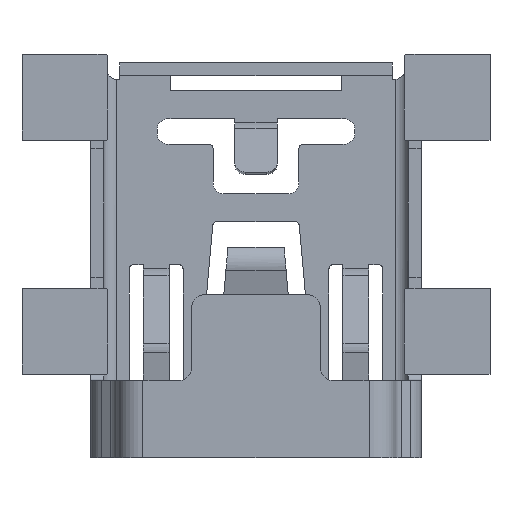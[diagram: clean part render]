
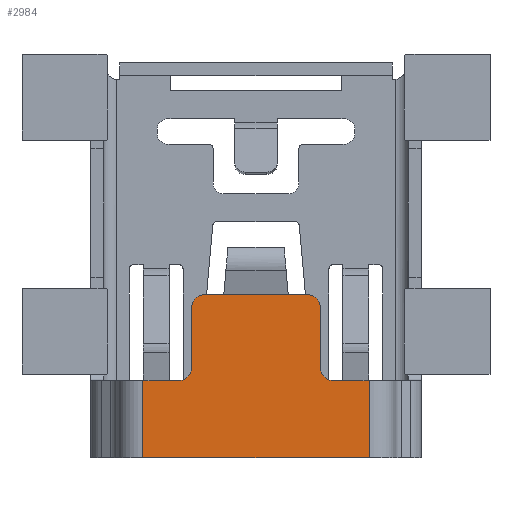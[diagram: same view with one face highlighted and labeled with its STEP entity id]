
A CAD part, front view. The second image highlights one B-rep face of the part: STEP entity #2984.
In plain terms, the highlighted planar face has unit normal (0, -1, 0).
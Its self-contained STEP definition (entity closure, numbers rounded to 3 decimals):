
#7 = EDGE_CURVE ( 'NONE', #6006, #1869, #4821, .T. ) ;
#43 = VERTEX_POINT ( 'NONE', #8406 ) ;
#114 = CARTESIAN_POINT ( 'NONE',  ( -2.635, 0., -2.2 ) ) ;
#119 = CARTESIAN_POINT ( 'NONE',  ( 2.635, 0., -2.2 ) ) ;
#194 = DIRECTION ( 'NONE',  ( 0., 0., 1. ) ) ;
#217 = CARTESIAN_POINT ( 'NONE',  ( -1.2, 0., 1.6 ) ) ;
#251 = ORIENTED_EDGE ( 'NONE', *, *, #751, .F. ) ;
#405 = LINE ( 'NONE', #1121, #7029 ) ;
#410 = PLANE ( 'NONE',  #7013 ) ;
#624 = VECTOR ( 'NONE', #8409, 1000. ) ;
#688 = DIRECTION ( 'NONE',  ( 0., -1., 0. ) ) ;
#726 = DIRECTION ( 'NONE',  ( 0., 0., -1. ) ) ;
#751 = EDGE_CURVE ( 'NONE', #7138, #5887, #4861, .T. ) ;
#840 = VERTEX_POINT ( 'NONE', #6778 ) ;
#880 = EDGE_CURVE ( 'NONE', #43, #6823, #942, .T. ) ;
#942 = LINE ( 'NONE', #4122, #1707 ) ;
#965 = DIRECTION ( 'NONE',  ( 0., -1., 0. ) ) ;
#1095 = EDGE_CURVE ( 'NONE', #2881, #4866, #3179, .T. ) ;
#1121 = CARTESIAN_POINT ( 'NONE',  ( -2.635, 0., -2.2 ) ) ;
#1284 = CIRCLE ( 'NONE', #5365, 0.3 ) ;
#1437 = CARTESIAN_POINT ( 'NONE',  ( 2.635, 0., -0.4 ) ) ;
#1505 = DIRECTION ( 'NONE',  ( 0., 0., -1. ) ) ;
#1602 = DIRECTION ( 'NONE',  ( 1., 0., 0. ) ) ;
#1605 = DIRECTION ( 'NONE',  ( 0., 0., -1. ) ) ;
#1697 = VECTOR ( 'NONE', #6582, 1000. ) ;
#1707 = VECTOR ( 'NONE', #7426, 1000. ) ;
#1770 = DIRECTION ( 'NONE',  ( 0., 0., -1. ) ) ;
#1826 = EDGE_CURVE ( 'NONE', #4866, #2374, #2311, .T. ) ;
#1869 = VERTEX_POINT ( 'NONE', #5864 ) ;
#1886 = DIRECTION ( 'NONE',  ( 0., 0., -1. ) ) ;
#2073 = VERTEX_POINT ( 'NONE', #114 ) ;
#2088 = CARTESIAN_POINT ( 'NONE',  ( 1.5, 0., -0.1 ) ) ;
#2307 = ORIENTED_EDGE ( 'NONE', *, *, #3386, .T. ) ;
#2311 = CIRCLE ( 'NONE', #8172, 0.3 ) ;
#2374 = VERTEX_POINT ( 'NONE', #2433 ) ;
#2407 = DIRECTION ( 'NONE',  ( 0., 1., 0. ) ) ;
#2433 = CARTESIAN_POINT ( 'NONE',  ( -1.8, 0., -0.4 ) ) ;
#2748 = CARTESIAN_POINT ( 'NONE',  ( -1.5, 0., 1.3 ) ) ;
#2877 = ORIENTED_EDGE ( 'NONE', *, *, #5622, .T. ) ;
#2881 = VERTEX_POINT ( 'NONE', #2748 ) ;
#2984 = ADVANCED_FACE ( 'NONE', ( #5053 ), #410, .T. ) ;
#3179 = LINE ( 'NONE', #3304, #624 ) ;
#3304 = CARTESIAN_POINT ( 'NONE',  ( -1.5, 0., 1.6 ) ) ;
#3386 = EDGE_CURVE ( 'NONE', #43, #5887, #7710, .T. ) ;
#3415 = ORIENTED_EDGE ( 'NONE', *, *, #5891, .T. ) ;
#3501 = CARTESIAN_POINT ( 'NONE',  ( 2.635, 0., -2.2 ) ) ;
#3545 = DIRECTION ( 'NONE',  ( 0., 0., -1. ) ) ;
#3977 = LINE ( 'NONE', #3501, #1697 ) ;
#4011 = CIRCLE ( 'NONE', #4699, 0.3 ) ;
#4012 = CARTESIAN_POINT ( 'NONE',  ( -3.85, 0., -0.4 ) ) ;
#4122 = CARTESIAN_POINT ( 'NONE',  ( -3.85, 0., -0.4 ) ) ;
#4545 = DIRECTION ( 'NONE',  ( 0., -1., 0. ) ) ;
#4680 = CARTESIAN_POINT ( 'NONE',  ( -1.5, 0., -0.1 ) ) ;
#4699 = AXIS2_PLACEMENT_3D ( 'NONE', #7297, #688, #726 ) ;
#4820 = CARTESIAN_POINT ( 'NONE',  ( 1.5, 0., 1.3 ) ) ;
#4821 = LINE ( 'NONE', #7440, #7485 ) ;
#4829 = DIRECTION ( 'NONE',  ( 0., 0., 1. ) ) ;
#4861 = LINE ( 'NONE', #8065, #4979 ) ;
#4866 = VERTEX_POINT ( 'NONE', #4680 ) ;
#4979 = VECTOR ( 'NONE', #1505, 1000. ) ;
#5017 = ORIENTED_EDGE ( 'NONE', *, *, #7, .F. ) ;
#5053 = FACE_OUTER_BOUND ( 'NONE', #7423, .T. ) ;
#5365 = AXIS2_PLACEMENT_3D ( 'NONE', #5884, #4545, #1886 ) ;
#5511 = DIRECTION ( 'NONE',  ( 0., 1., 0. ) ) ;
#5622 = EDGE_CURVE ( 'NONE', #2073, #840, #3977, .T. ) ;
#5630 = EDGE_CURVE ( 'NONE', #840, #6823, #5961, .T. ) ;
#5649 = VECTOR ( 'NONE', #194, 1000. ) ;
#5758 = EDGE_CURVE ( 'NONE', #2073, #7039, #405, .T. ) ;
#5864 = CARTESIAN_POINT ( 'NONE',  ( 1.2, 0., 1.6 ) ) ;
#5884 = CARTESIAN_POINT ( 'NONE',  ( -1.2, 0., 1.3 ) ) ;
#5887 = VERTEX_POINT ( 'NONE', #2088 ) ;
#5891 = EDGE_CURVE ( 'NONE', #7138, #1869, #4011, .T. ) ;
#5898 = CARTESIAN_POINT ( 'NONE',  ( -2.635, 0., -0.4 ) ) ;
#5961 = LINE ( 'NONE', #119, #5649 ) ;
#6006 = VERTEX_POINT ( 'NONE', #217 ) ;
#6068 = LINE ( 'NONE', #4012, #7043 ) ;
#6167 = ORIENTED_EDGE ( 'NONE', *, *, #5630, .T. ) ;
#6287 = ORIENTED_EDGE ( 'NONE', *, *, #7116, .F. ) ;
#6449 = ORIENTED_EDGE ( 'NONE', *, *, #5758, .F. ) ;
#6582 = DIRECTION ( 'NONE',  ( 1., 0., 0. ) ) ;
#6700 = DIRECTION ( 'NONE',  ( 1., 0., 0. ) ) ;
#6765 = ORIENTED_EDGE ( 'NONE', *, *, #1826, .T. ) ;
#6778 = CARTESIAN_POINT ( 'NONE',  ( 2.635, 0., -2.2 ) ) ;
#6802 = CARTESIAN_POINT ( 'NONE',  ( 2.635, 0., -2.2 ) ) ;
#6823 = VERTEX_POINT ( 'NONE', #1437 ) ;
#6837 = CARTESIAN_POINT ( 'NONE',  ( -1.8, 0., -0.1 ) ) ;
#7013 = AXIS2_PLACEMENT_3D ( 'NONE', #6802, #965, #3545 ) ;
#7029 = VECTOR ( 'NONE', #4829, 1000. ) ;
#7039 = VERTEX_POINT ( 'NONE', #5898 ) ;
#7043 = VECTOR ( 'NONE', #6700, 1000. ) ;
#7116 = EDGE_CURVE ( 'NONE', #7039, #2374, #6068, .T. ) ;
#7138 = VERTEX_POINT ( 'NONE', #4820 ) ;
#7297 = CARTESIAN_POINT ( 'NONE',  ( 1.2, 0., 1.3 ) ) ;
#7423 = EDGE_LOOP ( 'NONE', ( #251, #3415, #5017, #7826, #7533, #6765, #6287, #6449, #2877, #6167, #7657, #2307 ) ) ;
#7426 = DIRECTION ( 'NONE',  ( 1., 0., 0. ) ) ;
#7440 = CARTESIAN_POINT ( 'NONE',  ( -1.5, 0., 1.6 ) ) ;
#7445 = CARTESIAN_POINT ( 'NONE',  ( 1.8, 0., -0.1 ) ) ;
#7485 = VECTOR ( 'NONE', #1602, 1000. ) ;
#7533 = ORIENTED_EDGE ( 'NONE', *, *, #1095, .T. ) ;
#7657 = ORIENTED_EDGE ( 'NONE', *, *, #880, .F. ) ;
#7710 = CIRCLE ( 'NONE', #7852, 0.3 ) ;
#7826 = ORIENTED_EDGE ( 'NONE', *, *, #8361, .T. ) ;
#7852 = AXIS2_PLACEMENT_3D ( 'NONE', #7445, #5511, #1605 ) ;
#8065 = CARTESIAN_POINT ( 'NONE',  ( 1.5, 0., 1.6 ) ) ;
#8172 = AXIS2_PLACEMENT_3D ( 'NONE', #6837, #2407, #1770 ) ;
#8361 = EDGE_CURVE ( 'NONE', #6006, #2881, #1284, .T. ) ;
#8406 = CARTESIAN_POINT ( 'NONE',  ( 1.8, 0., -0.4 ) ) ;
#8409 = DIRECTION ( 'NONE',  ( 0., 0., -1. ) ) ;
